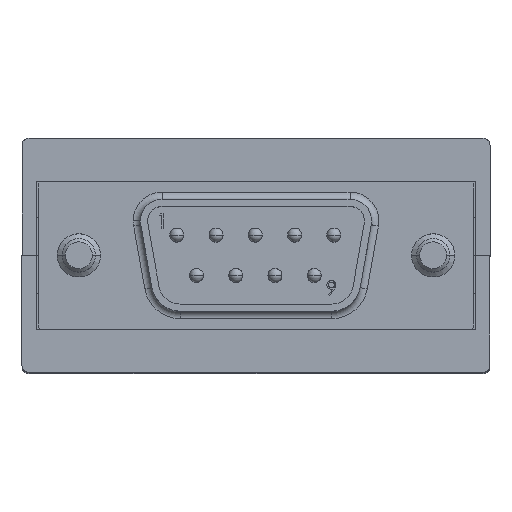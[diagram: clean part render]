
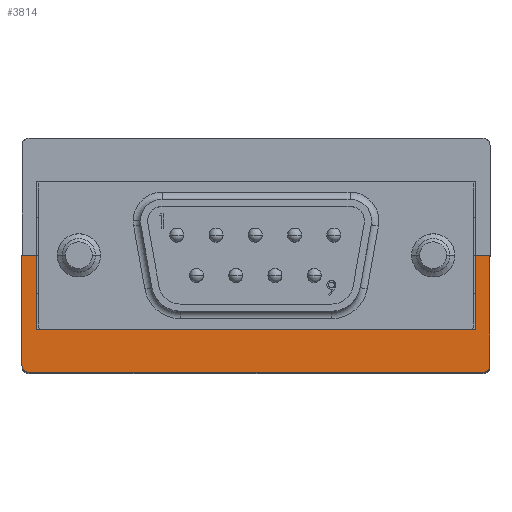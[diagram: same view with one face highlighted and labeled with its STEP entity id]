
A CAD part, top view. The second image highlights one B-rep face of the part: STEP entity #3814.
In plain terms, the highlighted face is planar.
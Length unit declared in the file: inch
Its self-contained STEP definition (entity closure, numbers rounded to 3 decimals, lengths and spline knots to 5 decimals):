
#640 = ORIENTED_EDGE ( 'NONE', *, *, #24584, .F. ) ;
#1041 = CARTESIAN_POINT ( 'NONE',  ( -1.04134, -0.01969, 0.64961 ) ) ;
#1045 = EDGE_CURVE ( 'NONE', #6573, #14036, #15717, .T. ) ;
#1314 = CIRCLE ( 'NONE', #31618, 0.01969 ) ;
#1618 = EDGE_CURVE ( 'NONE', #2303, #31200, #18712, .T. ) ;
#2303 = VERTEX_POINT ( 'NONE', #25957 ) ;
#2551 = CARTESIAN_POINT ( 'NONE',  ( -1.04134, -0.07283, 0.61024 ) ) ;
#3396 = ORIENTED_EDGE ( 'NONE', *, *, #5227, .T. ) ;
#3538 = ORIENTED_EDGE ( 'NONE', *, *, #29825, .T. ) ;
#3674 = CARTESIAN_POINT ( 'NONE',  ( -1.04134, -0.3248, -0.64961 ) ) ;
#3814 = ADVANCED_FACE ( 'NONE', ( #9084 ), #20789, .T. ) ;
#4188 = EDGE_LOOP ( 'NONE', ( #640, #17995, #15798, #28874, #6847, #3538, #6886, #6603, #23289, #3396 ) ) ;
#5227 = EDGE_CURVE ( 'NONE', #31200, #8070, #1314, .T. ) ;
#5301 = DIRECTION ( 'NONE',  ( 0., 0., 1. ) ) ;
#5441 = CARTESIAN_POINT ( 'NONE',  ( -1.04134, -0.01969, -0.64961 ) ) ;
#5792 = VECTOR ( 'NONE', #19687, 39.37008 ) ;
#6114 = CARTESIAN_POINT ( 'NONE',  ( -1.04134, -0.3248, -0.64961 ) ) ;
#6427 = DIRECTION ( 'NONE',  ( 0., 1., 0. ) ) ;
#6573 = VERTEX_POINT ( 'NONE', #20024 ) ;
#6603 = ORIENTED_EDGE ( 'NONE', *, *, #6796, .T. ) ;
#6796 = EDGE_CURVE ( 'NONE', #14036, #2303, #24573, .T. ) ;
#6847 = ORIENTED_EDGE ( 'NONE', *, *, #18502, .F. ) ;
#6886 = ORIENTED_EDGE ( 'NONE', *, *, #1045, .T. ) ;
#7011 = LINE ( 'NONE', #20059, #22365 ) ;
#8070 = VERTEX_POINT ( 'NONE', #10732 ) ;
#8093 = CARTESIAN_POINT ( 'NONE',  ( -1.04134, -0.3248, -0.64961 ) ) ;
#8144 = CARTESIAN_POINT ( 'NONE',  ( -1.04134, -0.3248, 0.61024 ) ) ;
#8728 = DIRECTION ( 'NONE',  ( -1., 0., 0. ) ) ;
#9084 = FACE_OUTER_BOUND ( 'NONE', #4188, .T. ) ;
#9178 = CARTESIAN_POINT ( 'NONE',  ( -1.04134, 0., -0.62992 ) ) ;
#9477 = CARTESIAN_POINT ( 'NONE',  ( -1.04134, -0.3248, -0.64961 ) ) ;
#9580 = CIRCLE ( 'NONE', #13478, 0.01969 ) ;
#9646 = EDGE_CURVE ( 'NONE', #22936, #14431, #24725, .T. ) ;
#10154 = DIRECTION ( 'NONE',  ( 0., -1., 0. ) ) ;
#10214 = CARTESIAN_POINT ( 'NONE',  ( -1.04134, -0.01969, 0.62992 ) ) ;
#10689 = VERTEX_POINT ( 'NONE', #9178 ) ;
#10732 = CARTESIAN_POINT ( 'NONE',  ( -1.04134, 0., 0.62992 ) ) ;
#12254 = VECTOR ( 'NONE', #15611, 39.37008 ) ;
#12667 = AXIS2_PLACEMENT_3D ( 'NONE', #6114, #22527, #25748 ) ;
#13478 = AXIS2_PLACEMENT_3D ( 'NONE', #15471, #8728, #19691 ) ;
#14036 = VERTEX_POINT ( 'NONE', #8144 ) ;
#14431 = VERTEX_POINT ( 'NONE', #5441 ) ;
#15013 = VECTOR ( 'NONE', #15981, 39.37008 ) ;
#15309 = VECTOR ( 'NONE', #6427, 39.37008 ) ;
#15471 = CARTESIAN_POINT ( 'NONE',  ( -1.04134, -0.01969, -0.62992 ) ) ;
#15604 = EDGE_CURVE ( 'NONE', #10689, #14431, #9580, .T. ) ;
#15611 = DIRECTION ( 'NONE',  ( 0., 0., 1. ) ) ;
#15717 = LINE ( 'NONE', #2551, #5792 ) ;
#15798 = ORIENTED_EDGE ( 'NONE', *, *, #9646, .F. ) ;
#15862 = LINE ( 'NONE', #24367, #19294 ) ;
#15981 = DIRECTION ( 'NONE',  ( 0., 0., 1. ) ) ;
#17135 = DIRECTION ( 'NONE',  ( 0., 0., 1. ) ) ;
#17779 = DIRECTION ( 'NONE',  ( -1., 0., 0. ) ) ;
#17995 = ORIENTED_EDGE ( 'NONE', *, *, #15604, .T. ) ;
#18502 = EDGE_CURVE ( 'NONE', #20727, #18664, #28109, .T. ) ;
#18664 = VERTEX_POINT ( 'NONE', #23225 ) ;
#18712 = LINE ( 'NONE', #28520, #15309 ) ;
#19203 = LINE ( 'NONE', #3674, #15013 ) ;
#19294 = VECTOR ( 'NONE', #17135, 39.37008 ) ;
#19687 = DIRECTION ( 'NONE',  ( 0., -1., 0. ) ) ;
#19691 = DIRECTION ( 'NONE',  ( 0., 0., 1. ) ) ;
#20024 = CARTESIAN_POINT ( 'NONE',  ( -1.04134, -0.12008, 0.61024 ) ) ;
#20059 = CARTESIAN_POINT ( 'NONE',  ( -1.04134, 0., -0.64961 ) ) ;
#20144 = DIRECTION ( 'NONE',  ( 0., 0., 1. ) ) ;
#20727 = VERTEX_POINT ( 'NONE', #29885 ) ;
#20789 = PLANE ( 'NONE',  #12667 ) ;
#21455 = DIRECTION ( 'NONE',  ( 0., 1., 0. ) ) ;
#22365 = VECTOR ( 'NONE', #5301, 39.37008 ) ;
#22404 = VECTOR ( 'NONE', #21455, 39.37008 ) ;
#22527 = DIRECTION ( 'NONE',  ( -1., 0., 0. ) ) ;
#22727 = VECTOR ( 'NONE', #10154, 39.37008 ) ;
#22936 = VERTEX_POINT ( 'NONE', #8093 ) ;
#23225 = CARTESIAN_POINT ( 'NONE',  ( -1.04134, -0.3248, -0.61024 ) ) ;
#23289 = ORIENTED_EDGE ( 'NONE', *, *, #1618, .T. ) ;
#24367 = CARTESIAN_POINT ( 'NONE',  ( -1.04134, -0.12008, 0.61024 ) ) ;
#24510 = CARTESIAN_POINT ( 'NONE',  ( -1.04134, -0.07283, -0.61024 ) ) ;
#24573 = LINE ( 'NONE', #30429, #12254 ) ;
#24584 = EDGE_CURVE ( 'NONE', #10689, #8070, #7011, .T. ) ;
#24725 = LINE ( 'NONE', #9477, #22404 ) ;
#25748 = DIRECTION ( 'NONE',  ( 0., 0., 1. ) ) ;
#25957 = CARTESIAN_POINT ( 'NONE',  ( -1.04134, -0.3248, 0.64961 ) ) ;
#27042 = EDGE_CURVE ( 'NONE', #22936, #18664, #19203, .T. ) ;
#28109 = LINE ( 'NONE', #24510, #22727 ) ;
#28520 = CARTESIAN_POINT ( 'NONE',  ( -1.04134, -0.3248, 0.64961 ) ) ;
#28874 = ORIENTED_EDGE ( 'NONE', *, *, #27042, .T. ) ;
#29825 = EDGE_CURVE ( 'NONE', #20727, #6573, #15862, .T. ) ;
#29885 = CARTESIAN_POINT ( 'NONE',  ( -1.04134, -0.12008, -0.61024 ) ) ;
#30429 = CARTESIAN_POINT ( 'NONE',  ( -1.04134, -0.3248, -0.64961 ) ) ;
#31200 = VERTEX_POINT ( 'NONE', #1041 ) ;
#31618 = AXIS2_PLACEMENT_3D ( 'NONE', #10214, #17779, #20144 ) ;
